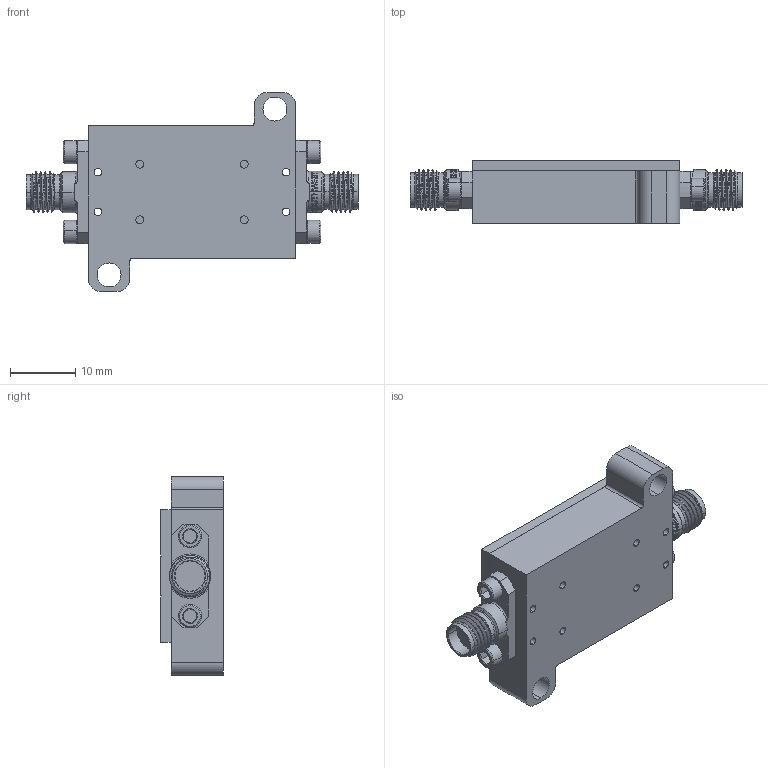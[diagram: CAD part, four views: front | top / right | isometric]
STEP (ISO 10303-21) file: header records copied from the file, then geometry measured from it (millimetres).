
FILE_DESCRIPTION (( 'STEP AP214' ), '1' );
FILE_NAME ('JPA-3dModel-2022.STEP', '2022-03-22T23:53:31', ( '' ), ( '' ), 'SwSTEP 2.0', 'SolidWorks 2018', '' );
FILE_SCHEMA (( 'AUTOMOTIVE_DESIGN' ));
Length unit declared in the file: millimetre
Products named in the file (5): 2.92 .625L 2H .102H.stp; 93465A076_Brass Socket Head Screw_93465A076; JPA-derived-from-Gary-3-8-2022; JPA-Derived-from_Gary-year_gtf_cover; JPA-3dModel-2022
Assembly tree (8 placements, depth 2):
  JPA-3dModel-2022
    JPA-derived-from-Gary-3-8-2022
    JPA-Derived-from_Gary-year_gtf_cover
    2.92 .625L 2H .102H.stp  x2
    93465A076_Brass Socket Head Screw_93465A076  x4
Bounding box: 50.85 x 9.6 x 30.48 mm (x, y, z)
Volume: 6088.4 mm3; surface area: 5933.5 mm2
Topology: 8 solids, 8 shells, 669 faces, 1786 edges, 1148 vertices
Faces by surface type: cylinder 318, plane 191, cone 84, bspline 64, torus 12
Entity records: 15798 total; most frequent: CARTESIAN_POINT 7511, ORIENTED_EDGE 1752, DIRECTION 1293, EDGE_CURVE 876, VERTEX_POINT 567, AXIS2_PLACEMENT_3D 506, EDGE_LOOP 373, ADVANCED_FACE 323
